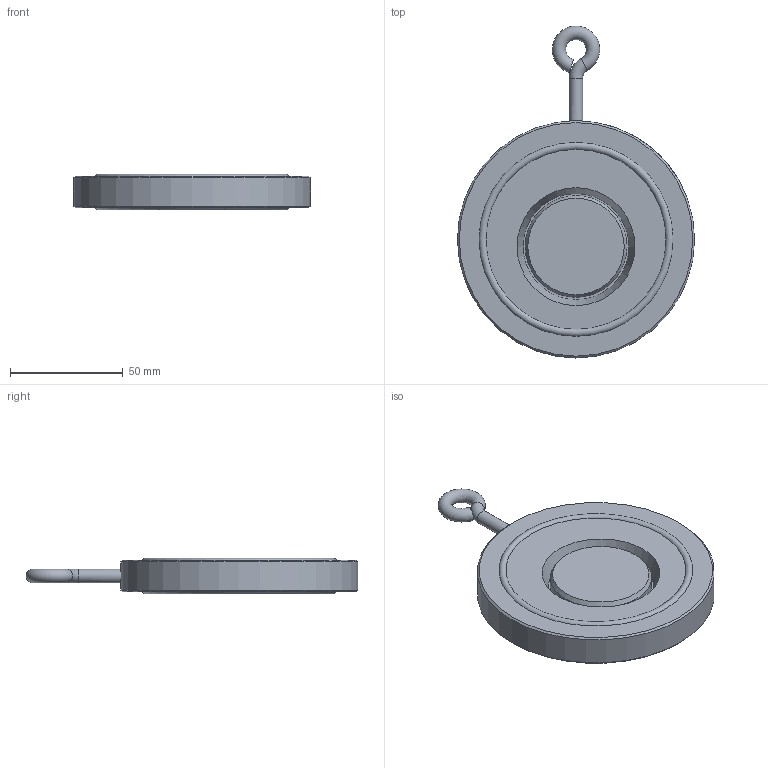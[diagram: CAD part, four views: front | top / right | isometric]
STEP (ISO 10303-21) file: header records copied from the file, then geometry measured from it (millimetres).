
FILE_DESCRIPTION (( 'STEP AP214' ), '1' );
FILE_NAME ('ZRK-50 ANSI150.STEP', '2017-09-28T13:04:01', ( 'eh' ), ( 'Hewlett-Packard Company' ), 'SwSTEP 2.0', 'SolidWorks 2015', '' );
FILE_SCHEMA (( 'AUTOMOTIVE_DESIGN' ));
Length unit declared in the file: millimetre
Products named in the file (1): ZRK-50 ANSI150
Bounding box: 105 x 147 x 15.8 mm (x, y, z)
Volume: 113083 mm3; surface area: 27050.7 mm2
Topology: 2 solids, 3 shells, 167 faces, 417 edges, 276 vertices
Faces by surface type: bspline 75, plane 59, cylinder 21, torus 7, cone 5
Full cylindrical faces by diameter (mm): 5 x1, 6 x1, 32 x1, 45 x1, 105 x1
Entity records: 16267 total; most frequent: CARTESIAN_POINT 11426, ORIENTED_EDGE 796, DIRECTION 428, EDGE_CURVE 398, VERTEX_POINT 274, B_SPLINE_CURVE_WITH_KNOTS 243, EDGE_LOOP 208, AXIS2_PLACEMENT_3D 180
